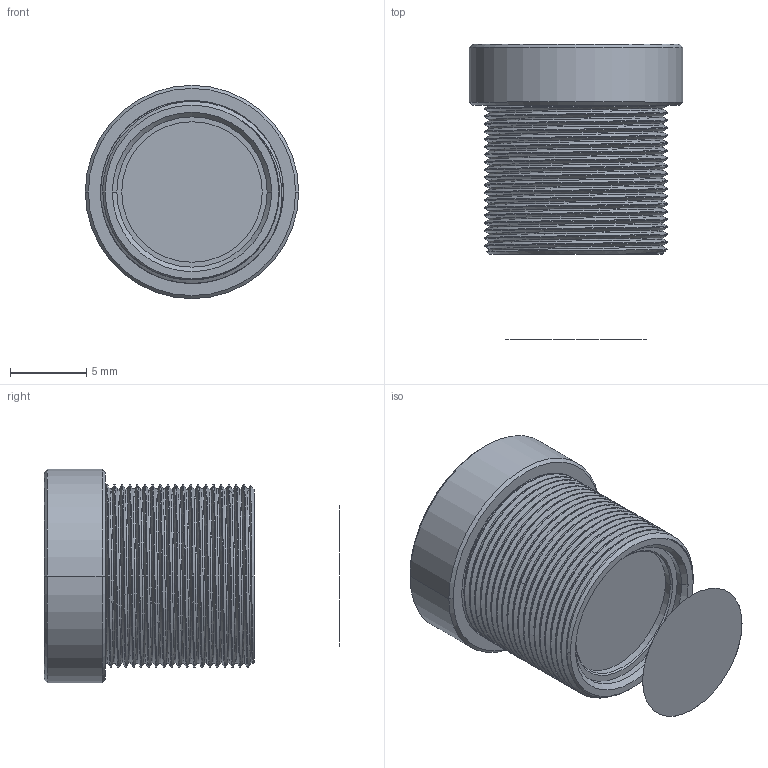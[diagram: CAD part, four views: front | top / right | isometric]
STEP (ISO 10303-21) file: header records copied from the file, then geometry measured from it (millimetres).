
FILE_DESCRIPTION((''),'2;1');
FILE_NAME('FS1605B','2019-04-28T',('Administrator'),(''),'PRO/ENGINEER BY PARAMETRIC TECHNOLOGY CORPORATION, 2010370','PRO/ENGINEER BY PARAMETRIC TECHNOLOGY CORPORATION, 2010370','');
FILE_SCHEMA(('CONFIG_CONTROL_DESIGN'));
Length unit declared in the file: millimetre
Products named in the file (1): FS1605B
Bounding box: 14 x 19.41 x 14 mm (x, y, z)
Volume: 1551.6 mm3; surface area: 1246.6 mm2
Topology: 2 solids, 2 shells, 91 faces, 225 edges, 140 vertices
Faces by surface type: cylinder 48, bspline 19, cone 14, plane 8, sphere 2
Entity records: 10329 total; most frequent: CARTESIAN_POINT 8381, ORIENTED_EDGE 446, DIRECTION 304, EDGE_CURVE 223, VERTEX_POINT 140, AXIS2_PLACEMENT_3D 112, B_SPLINE_CURVE_WITH_KNOTS 103, EDGE_LOOP 95
